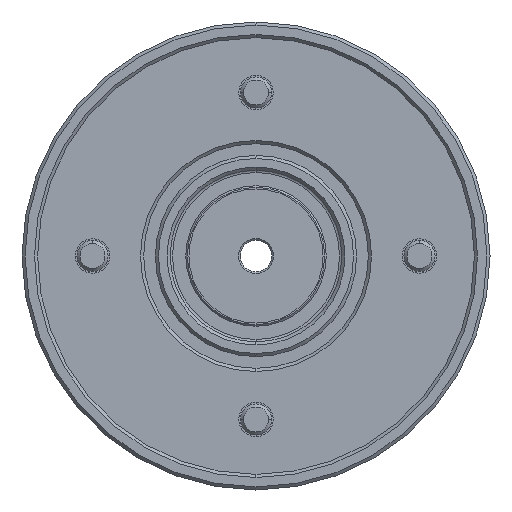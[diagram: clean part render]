
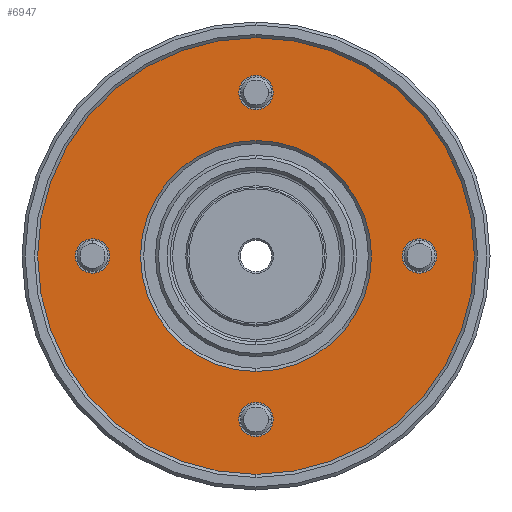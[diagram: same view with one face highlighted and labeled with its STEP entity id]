
A CAD part, left-side view. The second image highlights one B-rep face of the part: STEP entity #6947.
In plain terms, the highlighted planar face has unit normal (-1, 0, 0).
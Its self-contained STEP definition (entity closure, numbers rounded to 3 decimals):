
#15 = CARTESIAN_POINT ( 'NONE',  ( 5., 36., 0. ) ) ;
#70 = DIRECTION ( 'NONE',  ( 1., 0., 0. ) ) ;
#75 = VERTEX_POINT ( 'NONE', #4645 ) ;
#142 = DIRECTION ( 'NONE',  ( -1., 0., 0. ) ) ;
#175 = EDGE_LOOP ( 'NONE', ( #609, #2479 ) ) ;
#190 = DIRECTION ( 'NONE',  ( 0., 0., -1. ) ) ;
#265 = EDGE_LOOP ( 'NONE', ( #1835, #6130 ) ) ;
#286 = EDGE_CURVE ( 'NONE', #2378, #2474, #1425, .T. ) ;
#367 = CARTESIAN_POINT ( 'NONE',  ( 5., -52.4, 5.5 ) ) ;
#448 = CIRCLE ( 'NONE', #3600, 5.5 ) ;
#482 = DIRECTION ( 'NONE',  ( 0., 0., -1. ) ) ;
#587 = DIRECTION ( 'NONE',  ( 1., 0., 0. ) ) ;
#609 = ORIENTED_EDGE ( 'NONE', *, *, #3336, .T. ) ;
#671 = VERTEX_POINT ( 'NONE', #877 ) ;
#698 = CIRCLE ( 'NONE', #2728, 37. ) ;
#726 = CARTESIAN_POINT ( 'NONE',  ( 5., 52.4, 0. ) ) ;
#785 = EDGE_LOOP ( 'NONE', ( #5556, #2824 ) ) ;
#877 = CARTESIAN_POINT ( 'NONE',  ( 5., 0., -57.9 ) ) ;
#897 = FACE_BOUND ( 'NONE', #785, .T. ) ;
#920 = DIRECTION ( 'NONE',  ( 0., 0., -1. ) ) ;
#1010 = VERTEX_POINT ( 'NONE', #5875 ) ;
#1230 = EDGE_CURVE ( 'NONE', #6094, #6985, #7123, .T. ) ;
#1287 = CIRCLE ( 'NONE', #1413, 5.5 ) ;
#1413 = AXIS2_PLACEMENT_3D ( 'NONE', #5177, #1850, #5742 ) ;
#1425 = CIRCLE ( 'NONE', #6688, 5.5 ) ;
#1434 = CIRCLE ( 'NONE', #6617, 5.5 ) ;
#1441 = CARTESIAN_POINT ( 'NONE',  ( 5., 0., 0. ) ) ;
#1609 = DIRECTION ( 'NONE',  ( 1., 0., 0. ) ) ;
#1835 = ORIENTED_EDGE ( 'NONE', *, *, #2196, .T. ) ;
#1850 = DIRECTION ( 'NONE',  ( 1., 0., 0. ) ) ;
#1937 = CARTESIAN_POINT ( 'NONE',  ( 5., 0., 57.9 ) ) ;
#2003 = DIRECTION ( 'NONE',  ( 0., 0., -1. ) ) ;
#2196 = EDGE_CURVE ( 'NONE', #6985, #6094, #448, .T. ) ;
#2225 = DIRECTION ( 'NONE',  ( 0., 0., -1. ) ) ;
#2294 = AXIS2_PLACEMENT_3D ( 'NONE', #3099, #6533, #5930 ) ;
#2317 = CIRCLE ( 'NONE', #6105, 5.5 ) ;
#2377 = EDGE_CURVE ( 'NONE', #75, #1010, #698, .T. ) ;
#2378 = VERTEX_POINT ( 'NONE', #3268 ) ;
#2383 = FACE_BOUND ( 'NONE', #5224, .T. ) ;
#2474 = VERTEX_POINT ( 'NONE', #6066 ) ;
#2479 = ORIENTED_EDGE ( 'NONE', *, *, #5850, .T. ) ;
#2550 = FACE_BOUND ( 'NONE', #265, .T. ) ;
#2560 = ORIENTED_EDGE ( 'NONE', *, *, #4478, .T. ) ;
#2724 = AXIS2_PLACEMENT_3D ( 'NONE', #3453, #142, #4018 ) ;
#2728 = AXIS2_PLACEMENT_3D ( 'NONE', #6054, #2738, #4250 ) ;
#2738 = DIRECTION ( 'NONE',  ( 1., 0., 0. ) ) ;
#2773 = AXIS2_PLACEMENT_3D ( 'NONE', #15, #5565, #2225 ) ;
#2824 = ORIENTED_EDGE ( 'NONE', *, *, #4866, .T. ) ;
#3003 = DIRECTION ( 'NONE',  ( -1., 0., 0. ) ) ;
#3099 = CARTESIAN_POINT ( 'NONE',  ( 5., -52.4, 0. ) ) ;
#3169 = EDGE_CURVE ( 'NONE', #5557, #6303, #3556, .T. ) ;
#3206 = CIRCLE ( 'NONE', #5774, 37. ) ;
#3261 = DIRECTION ( 'NONE',  ( 1., 0., 0. ) ) ;
#3268 = CARTESIAN_POINT ( 'NONE',  ( 5., 52.4, -5.5 ) ) ;
#3307 = ORIENTED_EDGE ( 'NONE', *, *, #2377, .T. ) ;
#3336 = EDGE_CURVE ( 'NONE', #5232, #5739, #5294, .T. ) ;
#3453 = CARTESIAN_POINT ( 'NONE',  ( 5., 0., 0. ) ) ;
#3556 = CIRCLE ( 'NONE', #5126, 5.5 ) ;
#3600 = AXIS2_PLACEMENT_3D ( 'NONE', #6510, #70, #920 ) ;
#3789 = AXIS2_PLACEMENT_3D ( 'NONE', #6579, #3261, #7124 ) ;
#3820 = DIRECTION ( 'NONE',  ( 1., 0., 0. ) ) ;
#3832 = EDGE_LOOP ( 'NONE', ( #2560, #3307 ) ) ;
#3840 = EDGE_LOOP ( 'NONE', ( #6494, #6589 ) ) ;
#3870 = FACE_BOUND ( 'NONE', #3840, .T. ) ;
#3917 = CARTESIAN_POINT ( 'NONE',  ( 5., 0., 52.4 ) ) ;
#4018 = DIRECTION ( 'NONE',  ( 0., 0., 1. ) ) ;
#4055 = DIRECTION ( 'NONE',  ( 1., 0., 0. ) ) ;
#4143 = ORIENTED_EDGE ( 'NONE', *, *, #3169, .T. ) ;
#4250 = DIRECTION ( 'NONE',  ( 0., 0., -1. ) ) ;
#4476 = DIRECTION ( 'NONE',  ( 0., 0., -1. ) ) ;
#4478 = EDGE_CURVE ( 'NONE', #1010, #75, #3206, .T. ) ;
#4645 = CARTESIAN_POINT ( 'NONE',  ( 5., 0., -37. ) ) ;
#4655 = EDGE_CURVE ( 'NONE', #671, #6798, #6742, .T. ) ;
#4866 = EDGE_CURVE ( 'NONE', #6798, #671, #1287, .T. ) ;
#4909 = CARTESIAN_POINT ( 'NONE',  ( 5., 0., -46.9 ) ) ;
#4934 = CARTESIAN_POINT ( 'NONE',  ( 5., 52.4, 0. ) ) ;
#4988 = AXIS2_PLACEMENT_3D ( 'NONE', #6322, #3003, #6870 ) ;
#5126 = AXIS2_PLACEMENT_3D ( 'NONE', #3917, #587, #4476 ) ;
#5165 = EDGE_CURVE ( 'NONE', #2474, #2378, #2317, .T. ) ;
#5168 = FACE_OUTER_BOUND ( 'NONE', #175, .T. ) ;
#5177 = CARTESIAN_POINT ( 'NONE',  ( 5., 0., -52.4 ) ) ;
#5224 = EDGE_LOOP ( 'NONE', ( #6435, #4143 ) ) ;
#5232 = VERTEX_POINT ( 'NONE', #6618 ) ;
#5294 = CIRCLE ( 'NONE', #4988, 70. ) ;
#5332 = DIRECTION ( 'NONE',  ( 1., 0., 0. ) ) ;
#5502 = DIRECTION ( 'NONE',  ( 0., 0., -1. ) ) ;
#5556 = ORIENTED_EDGE ( 'NONE', *, *, #4655, .T. ) ;
#5557 = VERTEX_POINT ( 'NONE', #1937 ) ;
#5565 = DIRECTION ( 'NONE',  ( 1., 0., 0. ) ) ;
#5704 = CIRCLE ( 'NONE', #2724, 70. ) ;
#5739 = VERTEX_POINT ( 'NONE', #5950 ) ;
#5742 = DIRECTION ( 'NONE',  ( 0., 0., -1. ) ) ;
#5774 = AXIS2_PLACEMENT_3D ( 'NONE', #1441, #5332, #2003 ) ;
#5850 = EDGE_CURVE ( 'NONE', #5739, #5232, #5704, .T. ) ;
#5875 = CARTESIAN_POINT ( 'NONE',  ( 5., 0., 37. ) ) ;
#5930 = DIRECTION ( 'NONE',  ( 0., 0., -1. ) ) ;
#5950 = CARTESIAN_POINT ( 'NONE',  ( 5., 0., -70. ) ) ;
#6054 = CARTESIAN_POINT ( 'NONE',  ( 5., 0., 0. ) ) ;
#6061 = PLANE ( 'NONE',  #2773 ) ;
#6066 = CARTESIAN_POINT ( 'NONE',  ( 5., 52.4, 5.5 ) ) ;
#6094 = VERTEX_POINT ( 'NONE', #367 ) ;
#6105 = AXIS2_PLACEMENT_3D ( 'NONE', #4934, #1609, #5502 ) ;
#6130 = ORIENTED_EDGE ( 'NONE', *, *, #1230, .T. ) ;
#6303 = VERTEX_POINT ( 'NONE', #6631 ) ;
#6322 = CARTESIAN_POINT ( 'NONE',  ( 5., 0., 0. ) ) ;
#6435 = ORIENTED_EDGE ( 'NONE', *, *, #6794, .T. ) ;
#6494 = ORIENTED_EDGE ( 'NONE', *, *, #286, .T. ) ;
#6510 = CARTESIAN_POINT ( 'NONE',  ( 5., -52.4, 0. ) ) ;
#6533 = DIRECTION ( 'NONE',  ( 1., 0., 0. ) ) ;
#6579 = CARTESIAN_POINT ( 'NONE',  ( 5., 0., -52.4 ) ) ;
#6589 = ORIENTED_EDGE ( 'NONE', *, *, #5165, .T. ) ;
#6617 = AXIS2_PLACEMENT_3D ( 'NONE', #7110, #3820, #482 ) ;
#6618 = CARTESIAN_POINT ( 'NONE',  ( 5., 0., 70. ) ) ;
#6625 = FACE_BOUND ( 'NONE', #3832, .T. ) ;
#6631 = CARTESIAN_POINT ( 'NONE',  ( 5., 0., 46.9 ) ) ;
#6670 = CARTESIAN_POINT ( 'NONE',  ( 5., -52.4, -5.5 ) ) ;
#6688 = AXIS2_PLACEMENT_3D ( 'NONE', #726, #4055, #190 ) ;
#6742 = CIRCLE ( 'NONE', #3789, 5.5 ) ;
#6794 = EDGE_CURVE ( 'NONE', #6303, #5557, #1434, .T. ) ;
#6798 = VERTEX_POINT ( 'NONE', #4909 ) ;
#6870 = DIRECTION ( 'NONE',  ( 0., 0., 1. ) ) ;
#6947 = ADVANCED_FACE ( 'NONE', ( #2383, #2550, #897, #3870, #6625, #5168 ), #6061, .F. ) ;
#6985 = VERTEX_POINT ( 'NONE', #6670 ) ;
#7110 = CARTESIAN_POINT ( 'NONE',  ( 5., 0., 52.4 ) ) ;
#7123 = CIRCLE ( 'NONE', #2294, 5.5 ) ;
#7124 = DIRECTION ( 'NONE',  ( 0., 0., -1. ) ) ;
